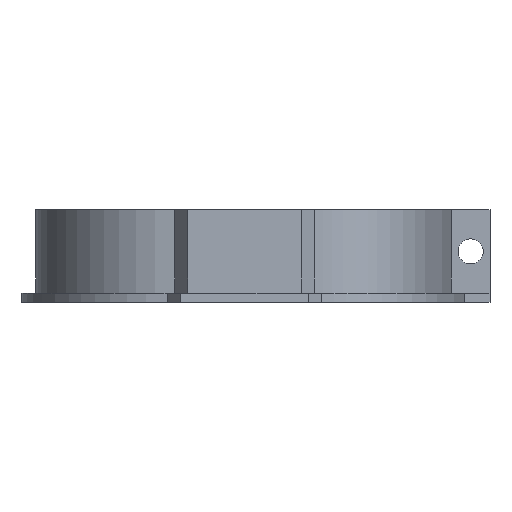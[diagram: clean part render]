
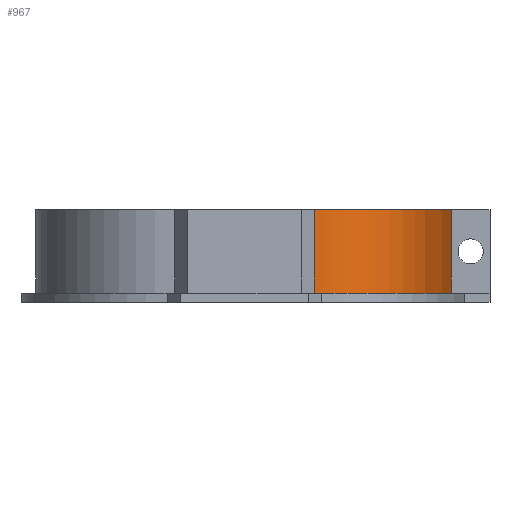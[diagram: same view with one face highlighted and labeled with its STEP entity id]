
A CAD part, left-side view. The second image highlights one B-rep face of the part: STEP entity #967.
In plain terms, the highlighted free-form (B-spline) face has degree [3, 1] with [8, 2] control points.
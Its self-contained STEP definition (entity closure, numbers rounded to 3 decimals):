
#30=B_SPLINE_CURVE_WITH_KNOTS('',3,(#1367,#1368,#1369,#1370,#1371,#1372,
#1373,#1374,#1375,#1376,#1377,#1378,#1379,#1380),.UNSPECIFIED.,.F.,.F.,
(4,2,2,2,2,2,4),(0.,0.238,0.498,0.628,
0.758,0.888,1.),.UNSPECIFIED.);
#31=B_SPLINE_CURVE_WITH_KNOTS('',3,(#1382,#1383,#1384,#1385,#1386,#1387,
#1388,#1389,#1390,#1391,#1392,#1393,#1394,#1395),.UNSPECIFIED.,.F.,.F.,
(4,2,2,2,2,2,4),(0.,0.238,0.498,0.628,
0.758,0.888,1.),.UNSPECIFIED.);
#55=B_SPLINE_SURFACE_WITH_KNOTS('',3,1,((#1351,#1352),(#1353,#1354),(#1355,
#1356),(#1357,#1358),(#1359,#1360),(#1361,#1362),(#1363,#1364),(#1365,#1366)),
 .SURF_OF_LINEAR_EXTRUSION.,.F.,.F.,.F.,(4,1,1,1,1,4),(2,2),(0.,0.25,0.5,
0.625,0.75,1.),(0.,1.),.UNSPECIFIED.);
#111=ORIENTED_EDGE('',*,*,#386,.F.);
#112=ORIENTED_EDGE('',*,*,#385,.F.);
#113=ORIENTED_EDGE('',*,*,#387,.T.);
#114=ORIENTED_EDGE('',*,*,#388,.T.);
#385=EDGE_CURVE('',#518,#517,#617,.T.);
#386=EDGE_CURVE('',#517,#519,#30,.T.);
#387=EDGE_CURVE('',#518,#520,#31,.T.);
#388=EDGE_CURVE('',#520,#519,#618,.T.);
#517=VERTEX_POINT('',#1347);
#518=VERTEX_POINT('',#1349);
#519=VERTEX_POINT('',#1381);
#520=VERTEX_POINT('',#1396);
#617=LINE('',#1350,#728);
#618=LINE('',#1397,#729);
#728=VECTOR('',#1110,1000.);
#729=VECTOR('',#1111,1000.);
#823=EDGE_LOOP('',(#111,#112,#113,#114));
#879=FACE_BOUND('',#823,.T.);
#967=ADVANCED_FACE('',(#879),#55,.T.);
#1110=DIRECTION('',(0.,0.,-1.));
#1111=DIRECTION('',(0.,0.,-1.));
#1347=CARTESIAN_POINT('',(84.527,-23.237,0.));
#1349=CARTESIAN_POINT('',(84.527,-23.237,9.));
#1350=CARTESIAN_POINT('',(84.527,-23.237,9.));
#1351=CARTESIAN_POINT('',(84.527,-23.237,9.));
#1352=CARTESIAN_POINT('',(84.527,-23.237,0.));
#1353=CARTESIAN_POINT('',(79.429,-22.999,9.));
#1354=CARTESIAN_POINT('',(79.429,-22.999,0.));
#1355=CARTESIAN_POINT('',(70.676,-22.155,9.));
#1356=CARTESIAN_POINT('',(70.676,-22.155,0.));
#1357=CARTESIAN_POINT('',(63.013,-19.983,9.));
#1358=CARTESIAN_POINT('',(63.013,-19.983,0.));
#1359=CARTESIAN_POINT('',(58.655,-17.374,9.));
#1360=CARTESIAN_POINT('',(58.655,-17.374,0.));
#1361=CARTESIAN_POINT('',(55.461,-14.08,9.));
#1362=CARTESIAN_POINT('',(55.461,-14.08,0.));
#1363=CARTESIAN_POINT('',(54.482,-10.845,9.));
#1364=CARTESIAN_POINT('',(54.482,-10.845,0.));
#1365=CARTESIAN_POINT('',(54.401,-8.427,9.));
#1366=CARTESIAN_POINT('',(54.401,-8.427,0.));
#1367=CARTESIAN_POINT('',(84.527,-23.237,0.));
#1368=CARTESIAN_POINT('',(79.665,-23.01,0.));
#1369=CARTESIAN_POINT('',(75.459,-22.616,0.));
#1370=CARTESIAN_POINT('',(67.922,-21.371,0.));
#1371=CARTESIAN_POINT('',(64.704,-20.482,0.));
#1372=CARTESIAN_POINT('',(60.832,-18.682,0.));
#1373=CARTESIAN_POINT('',(59.701,-18.003,0.));
#1374=CARTESIAN_POINT('',(57.756,-16.46,0.));
#1375=CARTESIAN_POINT('',(56.94,-15.597,0.));
#1376=CARTESIAN_POINT('',(55.646,-13.684,0.));
#1377=CARTESIAN_POINT('',(55.167,-12.634,0.));
#1378=CARTESIAN_POINT('',(54.584,-10.537,0.));
#1379=CARTESIAN_POINT('',(54.437,-9.51,0.));
#1380=CARTESIAN_POINT('',(54.401,-8.427,0.));
#1381=CARTESIAN_POINT('',(54.401,-8.427,0.));
#1382=CARTESIAN_POINT('',(84.527,-23.237,9.));
#1383=CARTESIAN_POINT('',(79.665,-23.01,9.));
#1384=CARTESIAN_POINT('',(75.459,-22.616,9.));
#1385=CARTESIAN_POINT('',(67.922,-21.371,9.));
#1386=CARTESIAN_POINT('',(64.704,-20.482,9.));
#1387=CARTESIAN_POINT('',(60.832,-18.682,9.));
#1388=CARTESIAN_POINT('',(59.701,-18.003,9.));
#1389=CARTESIAN_POINT('',(57.756,-16.46,9.));
#1390=CARTESIAN_POINT('',(56.94,-15.597,9.));
#1391=CARTESIAN_POINT('',(55.646,-13.684,9.));
#1392=CARTESIAN_POINT('',(55.167,-12.634,9.));
#1393=CARTESIAN_POINT('',(54.584,-10.537,9.));
#1394=CARTESIAN_POINT('',(54.437,-9.51,9.));
#1395=CARTESIAN_POINT('',(54.401,-8.427,9.));
#1396=CARTESIAN_POINT('',(54.401,-8.427,9.));
#1397=CARTESIAN_POINT('',(54.401,-8.427,9.));
